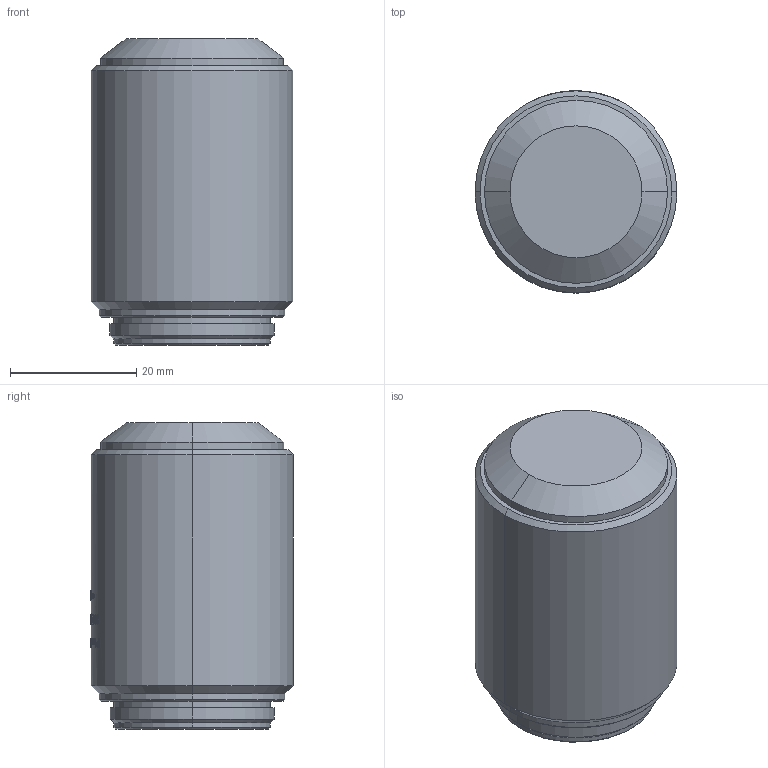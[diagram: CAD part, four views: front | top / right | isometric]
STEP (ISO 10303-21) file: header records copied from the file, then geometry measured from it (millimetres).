
FILE_DESCRIPTION (( 'STEP AP203' ), '1' );
FILE_NAME ('690113.STEP', '2025-07-14T08:01:18', ( '' ), ( '' ), 'SwSTEP 2.0', 'SolidWorks 2020', '' );
FILE_SCHEMA (( 'CONFIG_CONTROL_DESIGN' ));
Length unit declared in the file: millimetre
Products named in the file (1): 690113
Bounding box: 32 x 32.05 x 48.54 mm (x, y, z)
Volume: 36333.4 mm3; surface area: 6067.8 mm2
Topology: 1 solids, 1 shells, 340 faces, 854 edges, 564 vertices
Faces by surface type: plane 141, bspline 130, cylinder 57, cone 12
Entity records: 28418 total; most frequent: CARTESIAN_POINT 21226, ORIENTED_EDGE 1708, DIRECTION 1034, EDGE_CURVE 854, VERTEX_POINT 564, B_SPLINE_CURVE_WITH_KNOTS 424, AXIS2_PLACEMENT_3D 393, EDGE_LOOP 388
